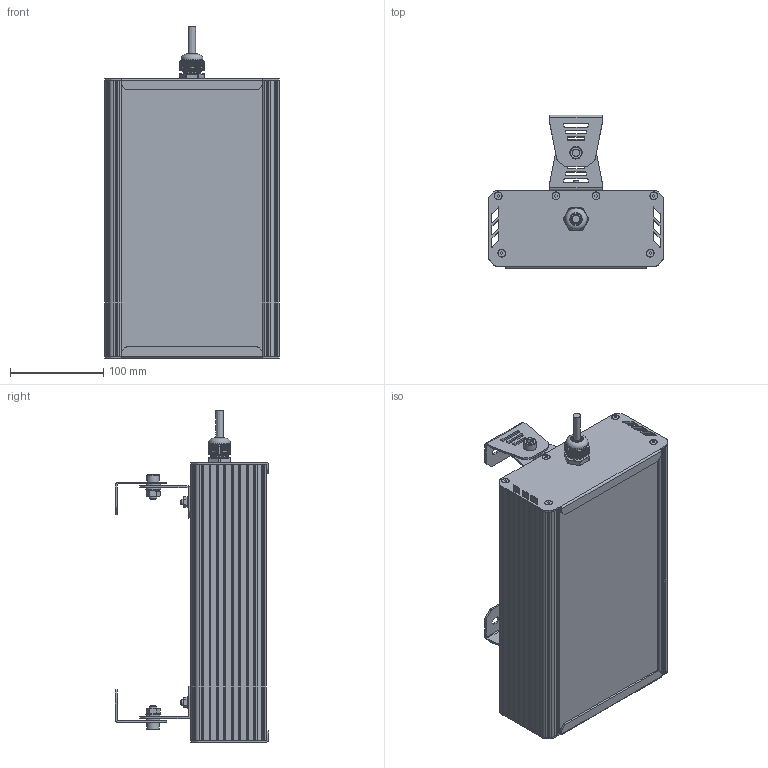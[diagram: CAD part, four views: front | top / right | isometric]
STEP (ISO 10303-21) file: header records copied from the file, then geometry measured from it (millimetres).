
FILE_DESCRIPTION(('STEP AP214'), '1');
FILE_NAME('001.0079.18.000 - ÃÑÏ-Ýêñòðà-60', '2023-10-20T02:26:26', ('Ëóêîíèí'), ('ÎÊÁ Ñâîé Ñòèëü'), 'C3D Converter', 'C3D Toolkit', '');
FILE_SCHEMA(('AUTOMOTIVE_DESIGN { 1 0 10303 214 3 1 1}'));
Length unit declared in the file: millimetre
Products named in the file (31): 001.0079.18.000; 001.0065.01.000
Assembly tree (159 placements, depth 4):
  001.0079.18.000
    (unnamed)
      (unnamed)
      (unnamed)
      (unnamed)
      (unnamed)  x6
      (unnamed)  x78
      (unnamed)  x6
      (unnamed)  x6
      (unnamed)  x6
      (unnamed)  x6
      (unnamed)  x6
      (unnamed)  x6
      (unnamed)  x6
      (unnamed)  x6
      (unnamed)  x6
      (unnamed)
      (unnamed)
      (unnamed)
      (unnamed)
        (unnamed)
    001.0065.01.000  x2
      (unnamed)
      (unnamed)
      (unnamed)
      (unnamed)
      (unnamed)
      (unnamed)
      (unnamed)
      (unnamed)
      (unnamed)
Bounding box: 187.37 x 164.65 x 356.43 mm (x, y, z)
Volume: 965257.1 mm3; surface area: 775887.3 mm2
Topology: 232 solids, 232 shells, 3568 faces, 9101 edges, 6073 vertices
Faces by surface type: plane 2232, cylinder 1104, cone 178, bspline 37, torus 11, sphere 6
Full cylindrical faces by diameter (mm): 1 x6, 2 x12, 2.5 x24, 2.8 x150, 3.2 x6, 3.5 x30, 4 x12, 6 x4, 6.375 x2, 8 x16, 8.5 x8, 12 x3, 12.5 x1, 13.333 x2, 16 x5, 18.5 x3, 20 x1, 23.5 x1
Entity records: 93904 total; most frequent: CARTESIAN_POINT 40674, ORIENTED_EDGE 9860, DIRECTION 9246, EDGE_CURVE 4930, VERTEX_POINT 3368, AXIS2_PLACEMENT_3D 3147, LINE 2952, VECTOR 2952
